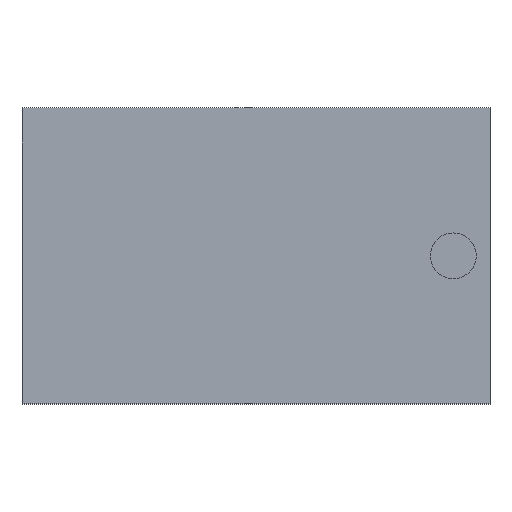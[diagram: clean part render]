
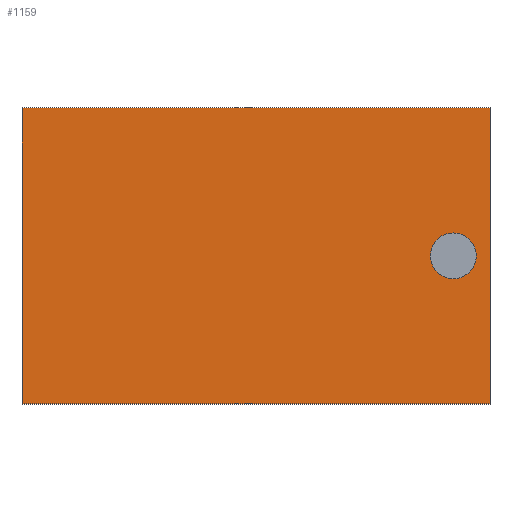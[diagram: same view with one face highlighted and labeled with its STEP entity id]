
A CAD part, top view. The second image highlights one B-rep face of the part: STEP entity #1159.
In plain terms, the highlighted planar face has unit normal (0, 0, 1).
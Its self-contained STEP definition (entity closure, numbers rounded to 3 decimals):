
#14=FACE_BOUND('',#196,.T.);
#58=PLANE('',#1289);
#131=FACE_OUTER_BOUND('',#195,.T.);
#195=EDGE_LOOP('',(#1013,#1014,#1015,#1016));
#196=EDGE_LOOP('',(#1017));
#305=LINE('',#1951,#415);
#308=LINE('',#1957,#418);
#311=LINE('',#1963,#421);
#314=LINE('',#1967,#424);
#415=VECTOR('',#1615,10.);
#418=VECTOR('',#1620,10.);
#421=VECTOR('',#1625,10.);
#424=VECTOR('',#1630,10.);
#476=CIRCLE('',#1283,0.1);
#576=VERTEX_POINT('',#1940);
#579=VERTEX_POINT('',#1948);
#580=VERTEX_POINT('',#1950);
#582=VERTEX_POINT('',#1956);
#584=VERTEX_POINT('',#1962);
#734=EDGE_CURVE('',#576,#576,#476,.T.);
#737=EDGE_CURVE('',#580,#579,#305,.T.);
#740=EDGE_CURVE('',#582,#580,#308,.T.);
#743=EDGE_CURVE('',#584,#582,#311,.T.);
#746=EDGE_CURVE('',#579,#584,#314,.T.);
#1013=ORIENTED_EDGE('',*,*,#746,.T.);
#1014=ORIENTED_EDGE('',*,*,#743,.T.);
#1015=ORIENTED_EDGE('',*,*,#740,.T.);
#1016=ORIENTED_EDGE('',*,*,#737,.T.);
#1017=ORIENTED_EDGE('',*,*,#734,.T.);
#1159=ADVANCED_FACE('',(#131,#14),#58,.T.);
#1283=AXIS2_PLACEMENT_3D('',#1942,#1607,#1608);
#1289=AXIS2_PLACEMENT_3D('',#1968,#1631,#1632);
#1607=DIRECTION('center_axis',(0.,0.,-1.));
#1608=DIRECTION('ref_axis',(-1.,0.,0.));
#1615=DIRECTION('',(-1.,0.,0.));
#1620=DIRECTION('',(0.,1.,0.));
#1625=DIRECTION('',(1.,0.,0.));
#1630=DIRECTION('',(0.,-1.,0.));
#1631=DIRECTION('center_axis',(0.,0.,1.));
#1632=DIRECTION('ref_axis',(1.,0.,0.));
#1940=CARTESIAN_POINT('',(0.96,0.,0.7));
#1942=CARTESIAN_POINT('Origin',(0.86,0.,0.7));
#1948=CARTESIAN_POINT('',(-1.02,0.645,0.7));
#1950=CARTESIAN_POINT('',(1.02,0.645,0.7));
#1951=CARTESIAN_POINT('',(1.02,0.645,0.7));
#1956=CARTESIAN_POINT('',(1.02,-0.645,0.7));
#1957=CARTESIAN_POINT('',(1.02,0.645,0.7));
#1962=CARTESIAN_POINT('',(-1.02,-0.645,0.7));
#1963=CARTESIAN_POINT('',(-1.02,-0.645,0.7));
#1967=CARTESIAN_POINT('',(-1.02,0.645,0.7));
#1968=CARTESIAN_POINT('Origin',(0.,0.,0.7));
